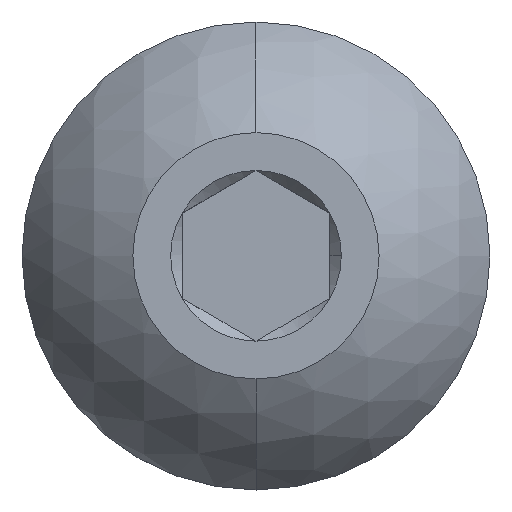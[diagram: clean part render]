
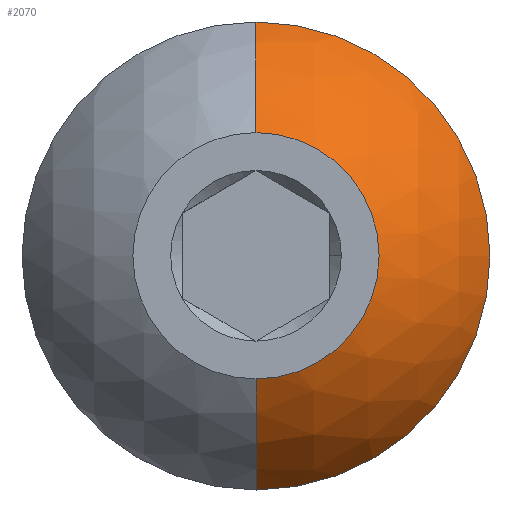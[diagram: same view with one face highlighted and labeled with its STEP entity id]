
A CAD part, top view. The second image highlights one B-rep face of the part: STEP entity #2070.
In plain terms, the highlighted spherical face has radius 5.287 mm.
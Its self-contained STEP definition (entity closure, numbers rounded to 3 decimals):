
#197 = ORIENTED_EDGE ( 'NONE', *, *, #7113, .F. ) ;
#267 = AXIS2_PLACEMENT_3D ( 'NONE', #5305, #4699, #4183 ) ;
#354 = DIRECTION ( 'NONE',  ( 0., 0., 1. ) ) ;
#401 = CIRCLE ( 'NONE', #467, 5.287 ) ;
#467 = AXIS2_PLACEMENT_3D ( 'NONE', #1133, #589, #6287 ) ;
#583 = CARTESIAN_POINT ( 'NONE',  ( 0., -4.75, 10.412 ) ) ;
#589 = DIRECTION ( 'NONE',  ( 1., 0., 0. ) ) ;
#790 = AXIS2_PLACEMENT_3D ( 'NONE', #3689, #354, #4850 ) ;
#815 = ORIENTED_EDGE ( 'NONE', *, *, #5732, .F. ) ;
#1128 = DIRECTION ( 'NONE',  ( 0., -1., 0. ) ) ;
#1133 = CARTESIAN_POINT ( 'NONE',  ( 0., 0., 8.092 ) ) ;
#1389 = ORIENTED_EDGE ( 'NONE', *, *, #6364, .T. ) ;
#1793 = FACE_OUTER_BOUND ( 'NONE', #3751, .T. ) ;
#2070 = ADVANCED_FACE ( 'NONE', ( #1793 ), #4734, .T. ) ;
#2328 = CARTESIAN_POINT ( 'NONE',  ( 0., 2.5, 12.75 ) ) ;
#2420 = CIRCLE ( 'NONE', #6307, 4.75 ) ;
#2532 = DIRECTION ( 'NONE',  ( 0., -1., 0. ) ) ;
#2775 = EDGE_CURVE ( 'NONE', #4605, #6043, #2420, .T. ) ;
#3245 = CIRCLE ( 'NONE', #267, 5.287 ) ;
#3689 = CARTESIAN_POINT ( 'NONE',  ( 0., 0., 12.75 ) ) ;
#3751 = EDGE_LOOP ( 'NONE', ( #5666, #1389, #197, #815 ) ) ;
#3949 = DIRECTION ( 'NONE',  ( 0., 0., 1. ) ) ;
#4183 = DIRECTION ( 'NONE',  ( 0., -1., 0. ) ) ;
#4366 = VERTEX_POINT ( 'NONE', #6552 ) ;
#4605 = VERTEX_POINT ( 'NONE', #583 ) ;
#4699 = DIRECTION ( 'NONE',  ( -1., 0., 0. ) ) ;
#4734 = SPHERICAL_SURFACE ( 'NONE', #6349, 5.287 ) ;
#4850 = DIRECTION ( 'NONE',  ( 0., -1., 0. ) ) ;
#4929 = CIRCLE ( 'NONE', #790, 2.5 ) ;
#5305 = CARTESIAN_POINT ( 'NONE',  ( 0., 0., 8.092 ) ) ;
#5371 = CARTESIAN_POINT ( 'NONE',  ( 0., 0., 8.092 ) ) ;
#5666 = ORIENTED_EDGE ( 'NONE', *, *, #2775, .T. ) ;
#5732 = EDGE_CURVE ( 'NONE', #4605, #4366, #3245, .T. ) ;
#6043 = VERTEX_POINT ( 'NONE', #6963 ) ;
#6054 = VERTEX_POINT ( 'NONE', #2328 ) ;
#6287 = DIRECTION ( 'NONE',  ( 0., 1., 0. ) ) ;
#6307 = AXIS2_PLACEMENT_3D ( 'NONE', #7360, #3949, #1128 ) ;
#6349 = AXIS2_PLACEMENT_3D ( 'NONE', #5371, #6509, #2532 ) ;
#6364 = EDGE_CURVE ( 'NONE', #6043, #6054, #401, .T. ) ;
#6509 = DIRECTION ( 'NONE',  ( 1., 0., 0. ) ) ;
#6552 = CARTESIAN_POINT ( 'NONE',  ( 0., -2.5, 12.75 ) ) ;
#6963 = CARTESIAN_POINT ( 'NONE',  ( 0., 4.75, 10.412 ) ) ;
#7113 = EDGE_CURVE ( 'NONE', #4366, #6054, #4929, .T. ) ;
#7360 = CARTESIAN_POINT ( 'NONE',  ( 0., 0., 10.412 ) ) ;
